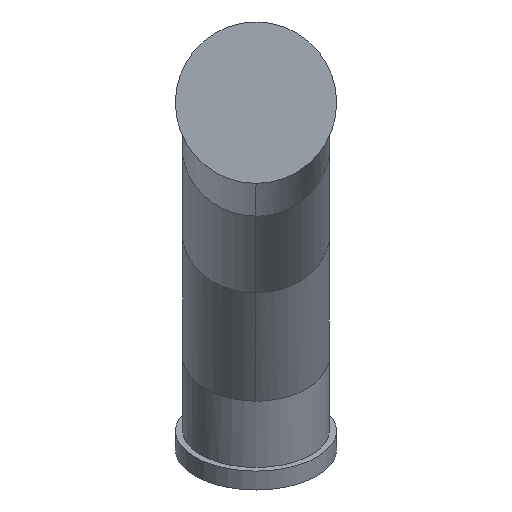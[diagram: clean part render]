
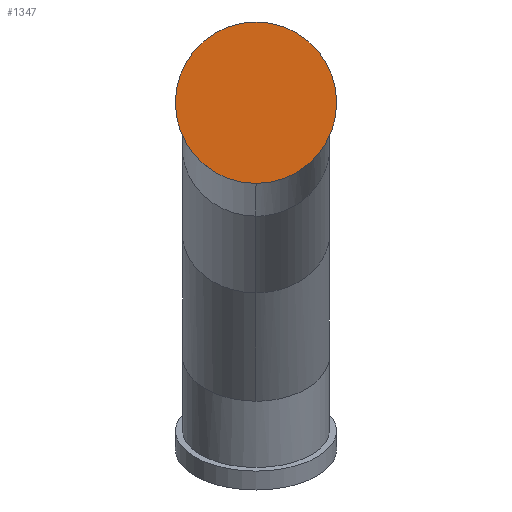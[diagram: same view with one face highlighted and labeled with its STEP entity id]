
A CAD part, top view. The second image highlights one B-rep face of the part: STEP entity #1347.
In plain terms, the highlighted planar face has unit normal (0, 0, 1).
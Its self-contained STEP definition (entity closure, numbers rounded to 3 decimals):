
#113 = EDGE_LOOP ( 'NONE', ( #1096, #553 ) ) ;
#178 = DIRECTION ( 'NONE',  ( 0., 0., 1. ) ) ;
#274 = AXIS2_PLACEMENT_3D ( 'NONE', #1506, #178, #1663 ) ;
#408 = PLANE ( 'NONE',  #1996 ) ;
#413 = CARTESIAN_POINT ( 'NONE',  ( 0., 0., 0. ) ) ;
#508 = AXIS2_PLACEMENT_3D ( 'NONE', #2125, #1632, #1956 ) ;
#553 = ORIENTED_EDGE ( 'NONE', *, *, #1070, .T. ) ;
#604 = CIRCLE ( 'NONE', #274, 92.5 ) ;
#612 = CARTESIAN_POINT ( 'NONE',  ( -92.5, 0., 0. ) ) ;
#759 = CARTESIAN_POINT ( 'NONE',  ( 92.5, 0., 0. ) ) ;
#797 = FACE_OUTER_BOUND ( 'NONE', #113, .T. ) ;
#920 = CIRCLE ( 'NONE', #508, 92.5 ) ;
#1070 = EDGE_CURVE ( 'Defeatured_0_18+Defeatured_0_0+Defeatured_0_0+Defeatured_0_0', #1840, #2001, #604, .T. ) ;
#1096 = ORIENTED_EDGE ( 'NONE', *, *, #2085, .T. ) ;
#1347 = ADVANCED_FACE ( 'Defeatured_0_18', ( #797 ), #408, .T. ) ;
#1506 = CARTESIAN_POINT ( 'NONE',  ( 0., 0., 0. ) ) ;
#1558 = DIRECTION ( 'NONE',  ( 0., 0., 1. ) ) ;
#1632 = DIRECTION ( 'NONE',  ( 0., 0., 1. ) ) ;
#1663 = DIRECTION ( 'NONE',  ( 1., 0., 0. ) ) ;
#1740 = DIRECTION ( 'NONE',  ( 1., 0., 0. ) ) ;
#1840 = VERTEX_POINT ( 'NONE', #612 ) ;
#1956 = DIRECTION ( 'NONE',  ( 1., 0., 0. ) ) ;
#1996 = AXIS2_PLACEMENT_3D ( 'NONE', #413, #1558, #1740 ) ;
#2001 = VERTEX_POINT ( 'NONE', #759 ) ;
#2085 = EDGE_CURVE ( 'Defeatured_0_18+Defeatured_0_0+Defeatured_0_0+Defeatured_0_0', #2001, #1840, #920, .T. ) ;
#2125 = CARTESIAN_POINT ( 'NONE',  ( 0., 0., 0. ) ) ;
